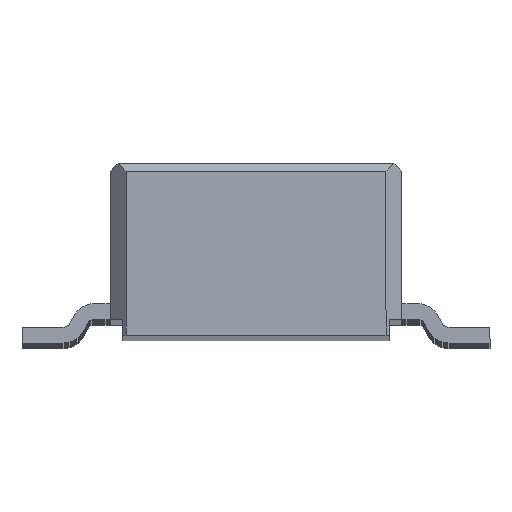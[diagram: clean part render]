
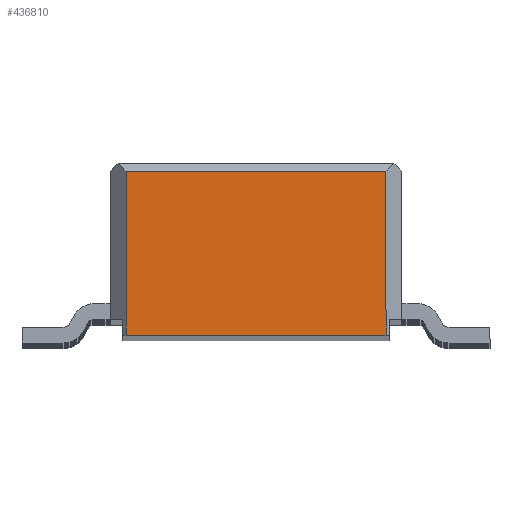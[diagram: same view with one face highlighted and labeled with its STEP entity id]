
A CAD part, top view. The second image highlights one B-rep face of the part: STEP entity #436810.
In plain terms, the highlighted planar face has unit normal (0, 0, 1).
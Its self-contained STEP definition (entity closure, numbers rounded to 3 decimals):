
#90510=CARTESIAN_POINT('',(-1.68,-0.6,21.52));
#90520=VERTEX_POINT('',#90510);
#90550=CARTESIAN_POINT('',(0.,-0.6,21.52));
#90560=DIRECTION('',(-1.,0.,0.));
#90570=VECTOR('',#90560,1.);
#90580=LINE('',#90550,#90570);
#90590=CARTESIAN_POINT('',(-0.03,-0.6,21.52));
#90600=VERTEX_POINT('',#90590);
#90610=EDGE_CURVE('',#90600,#90520,#90580,.T.);
#214480=CARTESIAN_POINT('',(-0.03,0.44,21.52)
);
#214490=VERTEX_POINT('',#214480);
#214520=CARTESIAN_POINT('',(0.,0.44,21.52));
#214530=DIRECTION('',(1.,0.,0.));
#214540=VECTOR('',#214530,1.);
#214550=LINE('',#214520,#214540);
#214560=CARTESIAN_POINT('',(-1.68,0.44,21.52));
#214570=VERTEX_POINT('',#214560);
#214580=EDGE_CURVE('',#214570,#214490,#214550,.T.);
#254420=CARTESIAN_POINT('',(-1.68,0.,21.52));
#254430=DIRECTION('',(0.,1.,0.));
#254440=VECTOR('',#254430,1.);
#254450=LINE('',#254420,#254440);
#254460=EDGE_CURVE('',#90520,#214570,#254450,.T.);
#290950=CARTESIAN_POINT('',(-0.03,0.,21.52));
#290960=DIRECTION('',(0.,1.,0.));
#290970=VECTOR('',#290960,1.);
#290980=LINE('',#290950,#290970);
#290990=EDGE_CURVE('',#90600,#214490,#290980,.T.);
#436700=CARTESIAN_POINT('',(0.,0.,21.52));
#436710=DIRECTION('',(-0.,0.,1.));
#436720=DIRECTION('',(1.,0.,0.));
#436730=AXIS2_PLACEMENT_3D('',#436700,#436710,#436720);
#436740=PLANE('',#436730);
#436750=ORIENTED_EDGE('',*,*,#90610,.F.);
#436760=ORIENTED_EDGE('',*,*,#254460,.F.);
#436770=ORIENTED_EDGE('',*,*,#214580,.F.);
#436780=ORIENTED_EDGE('',*,*,#290990,.T.);
#436790=EDGE_LOOP('',(#436780,#436770,#436760,#436750));
#436800=FACE_OUTER_BOUND('',#436790,.T.);
#436810=ADVANCED_FACE('',(#436800),#436740,.T.);
